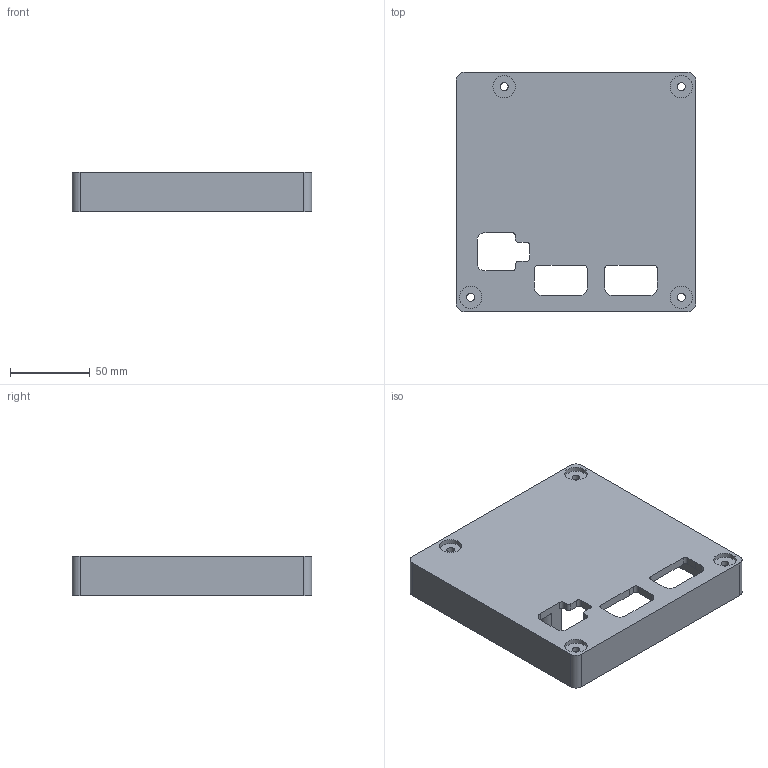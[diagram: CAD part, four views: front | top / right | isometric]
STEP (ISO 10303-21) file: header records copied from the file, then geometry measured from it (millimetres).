
FILE_DESCRIPTION(/* description */ (''),/* implementation_level */ '2;1');
FILE_NAME(/* name */ 'Core-bottomcase.step',/* time_stamp */ '2019-11-06T19:22:43+02:00',/* author */ (''),/* organization */ (''),/* preprocessor_version */ 'ST-DEVELOPER v18',/* originating_system */ 'Autodesk Translation Framework v8.9.1.1155',/* authorisation */ '');
FILE_SCHEMA (('AUTOMOTIVE_DESIGN { 1 0 10303 214 3 1 1 }'));
Length unit declared in the file: millimetre
Products named in the file (2): Create Core Simple; Case (1)
Assembly tree (1 placements, depth 2):
  Create Core Simple
    Case (1)
Bounding box: 150 x 150 x 25 mm (x, y, z)
Volume: 204651.9 mm3; surface area: 73290.8 mm2
Topology: 1 solids, 1 shells, 144 faces, 390 edges, 261 vertices
Faces by surface type: plane 77, cylinder 67
Full cylindrical faces by diameter (mm): 5 x4, 7 x4, 10.5 x4, 14 x4
Entity records: 4671 total; most frequent: DIRECTION 822, CARTESIAN_POINT 798, ORIENTED_EDGE 780, EDGE_CURVE 390, AXIS2_PLACEMENT_3D 285, VERTEX_POINT 261, LINE 252, VECTOR 252
